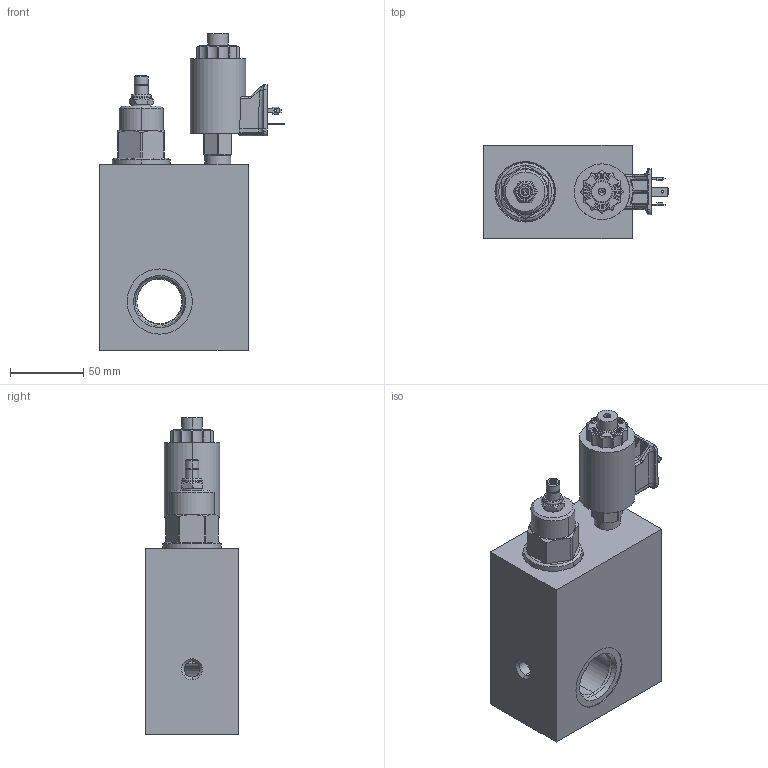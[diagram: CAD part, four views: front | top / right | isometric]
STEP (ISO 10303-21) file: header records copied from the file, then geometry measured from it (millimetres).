
FILE_DESCRIPTION((''),'2;1');
FILE_NAME('XRGALANFM224_ASM','2019-07-26T',('ProEService'),(''),'PRO/ENGINEER BY PARAMETRIC TECHNOLOGY CORPORATION, 2014200','PRO/ENGINEER BY PARAMETRIC TECHNOLOGY CORPORATION, 2014200','');
FILE_SCHEMA(('CONFIG_CONTROL_DESIGN'));
Length unit declared in the file: inch
Products named in the file (4): 153-181-005; DTAFMHN224; RVGALAN; XRGALANFM224_ASM
Assembly tree (3 placements, depth 2):
  XRGALANFM224_ASM
    153-181-005
    DTAFMHN224
    RVGALAN
Bounding box: 126.54 x 63.5 x 216.1 mm (x, y, z)
Volume: 815397.1 mm3; surface area: 136317.7 mm2
Topology: 7 solids, 7 shells, 1018 faces, 2771 edges, 1926 vertices
Faces by surface type: plane 353, cylinder 353, cone 173, torus 78, bspline 38, revolution 14, sphere 9
Entity records: 37411 total; most frequent: CARTESIAN_POINT 12258, DIRECTION 5211, ORIENTED_EDGE 4902, EDGE_CURVE 2451, AXIS2_PLACEMENT_3D 1890, VERTEX_POINT 1511, VECTOR 1417, LINE 1417
